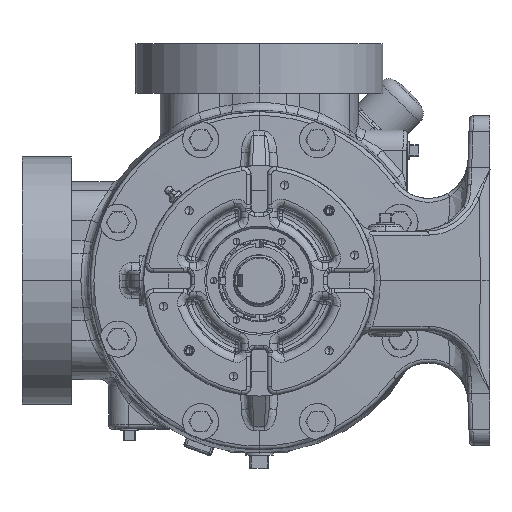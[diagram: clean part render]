
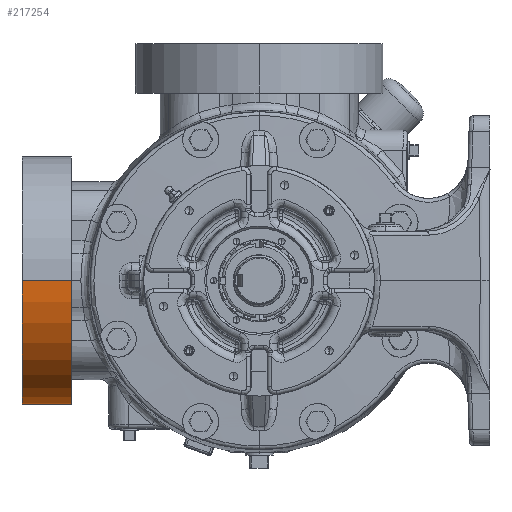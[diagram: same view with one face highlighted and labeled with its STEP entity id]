
A CAD part, left-side view. The second image highlights one B-rep face of the part: STEP entity #217254.
In plain terms, the highlighted cylindrical face has radius 95.25 mm (diameter 190.5 mm), a partial arc.
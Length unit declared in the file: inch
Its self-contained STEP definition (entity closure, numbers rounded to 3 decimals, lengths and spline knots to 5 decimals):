
#31178 = ORIENTED_EDGE ( 'NONE', *, *, #228986, .T. ) ;
#31838 = LINE ( 'NONE', #35196, #152744 ) ;
#32171 = DIRECTION ( 'NONE',  ( -1., 0., 0. ) ) ;
#35196 = CARTESIAN_POINT ( 'NONE',  ( -0.405, 5.44318, 0. ) ) ;
#39997 = VERTEX_POINT ( 'NONE', #241295 ) ;
#45343 = LINE ( 'NONE', #148436, #229939 ) ;
#59884 = DIRECTION ( 'NONE',  ( 0., -1., 0. ) ) ;
#113203 = ORIENTED_EDGE ( 'NONE', *, *, #323335, .T. ) ;
#116735 = VERTEX_POINT ( 'NONE', #197415 ) ;
#118445 = DIRECTION ( 'NONE',  ( 0., -1., 0. ) ) ;
#121294 = EDGE_LOOP ( 'NONE', ( #113203, #31178, #217258, #199066 ) ) ;
#138902 = EDGE_CURVE ( 'NONE', #325568, #251742, #320836, .T. ) ;
#143792 = FACE_OUTER_BOUND ( 'NONE', #121294, .T. ) ;
#148436 = CARTESIAN_POINT ( 'NONE',  ( 7.095, 5.44318, 0. ) ) ;
#150698 = AXIS2_PLACEMENT_3D ( 'NONE', #158904, #160561, #32171 ) ;
#152744 = VECTOR ( 'NONE', #233164, 39.37008 ) ;
#158904 = CARTESIAN_POINT ( 'NONE',  ( 3.345, 7.1875, 0. ) ) ;
#160561 = DIRECTION ( 'NONE',  ( 0., -1., 0. ) ) ;
#162944 = DIRECTION ( 'NONE',  ( -1., 0., 0. ) ) ;
#164764 = EDGE_CURVE ( 'NONE', #39997, #325568, #31838, .T. ) ;
#197415 = CARTESIAN_POINT ( 'NONE',  ( 7.095, 7.1875, 0. ) ) ;
#199066 = ORIENTED_EDGE ( 'NONE', *, *, #164764, .F. ) ;
#213819 = CARTESIAN_POINT ( 'NONE',  ( 3.345, 5.6875, 0. ) ) ;
#217254 = ADVANCED_FACE ( 'NONE', ( #143792 ), #334401, .T. ) ;
#217258 = ORIENTED_EDGE ( 'NONE', *, *, #138902, .F. ) ;
#228986 = EDGE_CURVE ( 'NONE', #116735, #251742, #45343, .T. ) ;
#229939 = VECTOR ( 'NONE', #251673, 39.37008 ) ;
#233164 = DIRECTION ( 'NONE',  ( 0., -1., 0. ) ) ;
#241295 = CARTESIAN_POINT ( 'NONE',  ( -0.405, 7.1875, 0. ) ) ;
#244991 = AXIS2_PLACEMENT_3D ( 'NONE', #213819, #59884, #162944 ) ;
#251673 = DIRECTION ( 'NONE',  ( 0., -1., 0. ) ) ;
#251742 = VERTEX_POINT ( 'NONE', #302962 ) ;
#258521 = AXIS2_PLACEMENT_3D ( 'NONE', #331124, #118445, #282025 ) ;
#282025 = DIRECTION ( 'NONE',  ( -1., 0., 0. ) ) ;
#302962 = CARTESIAN_POINT ( 'NONE',  ( 7.095, 5.6875, 0. ) ) ;
#317902 = CARTESIAN_POINT ( 'NONE',  ( -0.405, 5.6875, 0. ) ) ;
#320836 = CIRCLE ( 'NONE', #244991, 3.75 ) ;
#323335 = EDGE_CURVE ( 'NONE', #39997, #116735, #334568, .T. ) ;
#325568 = VERTEX_POINT ( 'NONE', #317902 ) ;
#331124 = CARTESIAN_POINT ( 'NONE',  ( 3.345, 5.44318, 0. ) ) ;
#334401 = CYLINDRICAL_SURFACE ( 'NONE', #258521, 3.75 ) ;
#334568 = CIRCLE ( 'NONE', #150698, 3.75 ) ;
